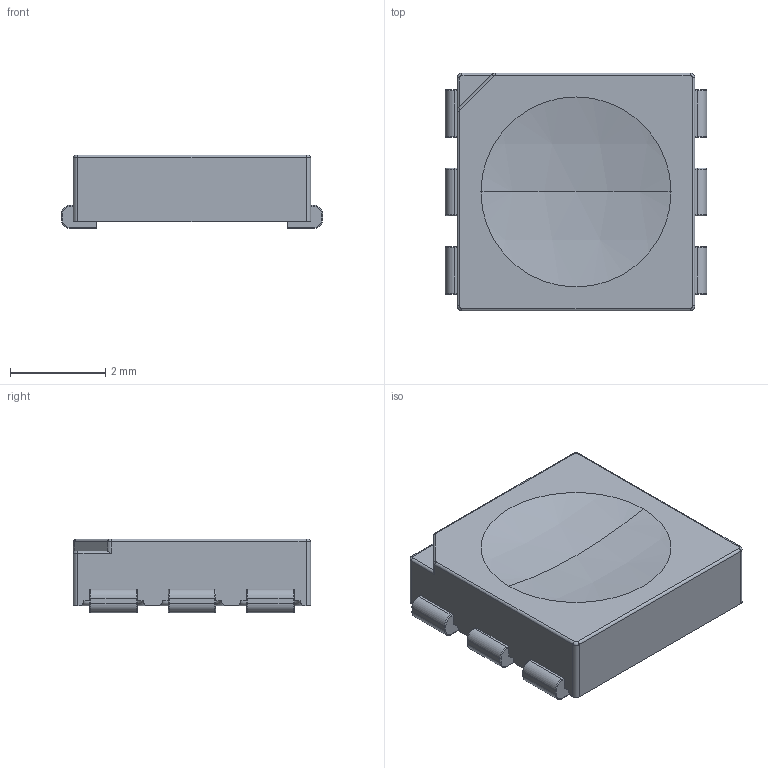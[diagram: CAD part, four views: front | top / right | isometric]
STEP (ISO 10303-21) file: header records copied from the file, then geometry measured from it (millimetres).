
FILE_DESCRIPTION (( 'STEP AP203' ), '1' );
FILE_NAME ('APA102C.STEP', '2016-05-11T01:58:31', ( '' ), ( '' ), 'SwSTEP 2.0', 'SolidWorks 2013', '' );
FILE_SCHEMA (( 'CONFIG_CONTROL_DESIGN' ));
Length unit declared in the file: millimetre
Products named in the file (1): APA102C
Bounding box: 5.5 x 5 x 1.55 mm (x, y, z)
Volume: 33.7 mm3; surface area: 120 mm2
Topology: 2 solids, 2 shells, 427 faces, 1193 edges, 771 vertices
Faces by surface type: plane 216, cylinder 151, torus 52, cone 4, bspline 2, sphere 2
Entity records: 13886 total; most frequent: DIRECTION 2453, CARTESIAN_POINT 2448, ORIENTED_EDGE 2386, EDGE_CURVE 1193, AXIS2_PLACEMENT_3D 842, VERTEX_POINT 771, VECTOR 769, LINE 769
